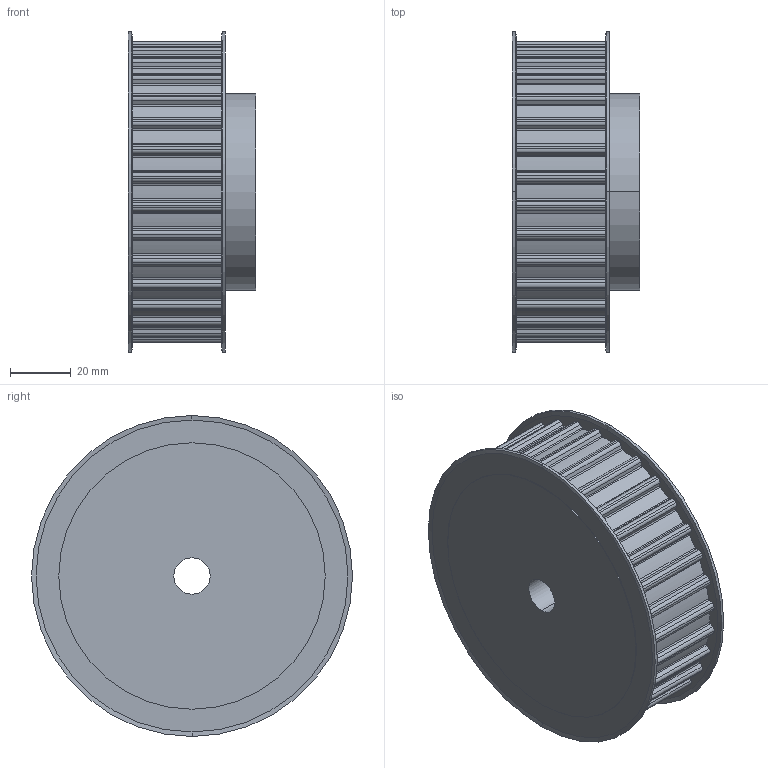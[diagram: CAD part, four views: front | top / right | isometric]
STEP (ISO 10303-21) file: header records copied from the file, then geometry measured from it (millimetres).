
FILE_DESCRIPTION(('STEP AP214'),'1');
FILE_NAME('cctmp_759DEDBA-E1D1-4611-AB8B-C01DE831AAE8_2021_1_7_12_55_31_254..stp','2021-01-07T11:55:31',('Mulco-Europe EWIV'),('CADClick - www.CADClick.com'),'Spatial InterOp 3D',' ','unknown authorization');
FILE_SCHEMA(('AUTOMOTIVE_DESIGN'));
Length unit declared in the file: millimetre
Products named in the file (1): 2021_01_07__12-55-31-238
Bounding box: 42 x 106 x 106 mm (x, y, z)
Volume: 266766.7 mm3; surface area: 36239 mm2
Topology: 1 solids, 1 shells, 283 faces, 820 edges, 544 vertices
Faces by surface type: cylinder 204, plane 71, cone 8
Entity records: 11818 total; most frequent: DIRECTION 1804, CARTESIAN_POINT 1648, ORIENTED_EDGE 1640, EDGE_CURVE 820, AXIS2_PLACEMENT_3D 700, VERTEX_POINT 544, CIRCLE 416, LINE 404
